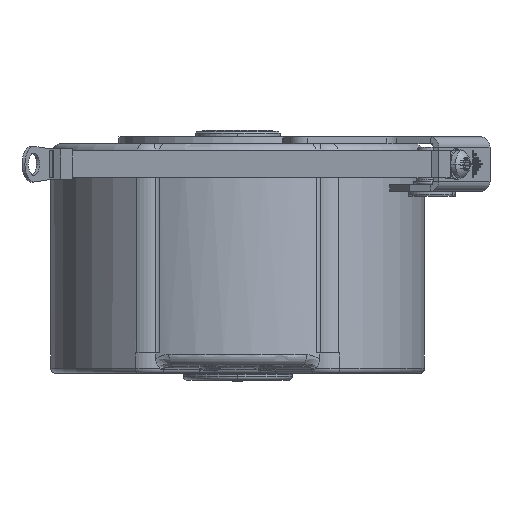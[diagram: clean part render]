
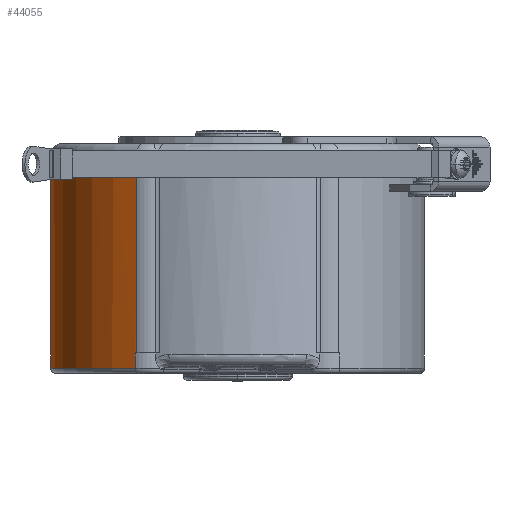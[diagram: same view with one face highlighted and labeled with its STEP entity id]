
A CAD part, front view. The second image highlights one B-rep face of the part: STEP entity #44055.
In plain terms, the highlighted cylindrical face has radius 55 mm (diameter 110 mm), a partial arc.
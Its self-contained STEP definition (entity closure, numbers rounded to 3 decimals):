
#14767=DIRECTION('',(0.,0.,-1.));
#14768=VECTOR('',#14767,58.5);
#14769=CARTESIAN_POINT('',(-54.944,-2.477,8.3));
#14770=LINE('',#14769,#14768);
#14776=CARTESIAN_POINT('',(0.,0.,8.3));
#14777=DIRECTION('',(0.,0.,-1.));
#14778=DIRECTION('',(-0.538,-0.843,0.));
#14779=AXIS2_PLACEMENT_3D('',#14776,#14777,#14778);
#14781=DIRECTION('',(0.,0.,-1.));
#14782=VECTOR('',#14781,4.5);
#14783=CARTESIAN_POINT('',(-30.051,-46.064,-50.2));
#14784=LINE('',#14783,#14782);
#14785=CARTESIAN_POINT('',(0.,0.,-54.7));
#14786=DIRECTION('',(0.,0.,-1.));
#14787=DIRECTION('',(-0.546,-0.838,0.));
#14788=AXIS2_PLACEMENT_3D('',#14785,#14786,#14787);
#14790=DIRECTION('',(0.,0.,-1.));
#14791=VECTOR('',#14790,4.5);
#14792=CARTESIAN_POINT('',(-54.918,-2.993,-50.2));
#14793=LINE('',#14792,#14791);
#17474=CARTESIAN_POINT('',(0.,0.,-50.2));
#17475=DIRECTION('',(0.,0.,1.));
#17476=DIRECTION('',(-0.546,-0.838,0.));
#17477=AXIS2_PLACEMENT_3D('',#17474,#17475,#17476);
#17484=DIRECTION('',(0.,0.,1.));
#17485=VECTOR('',#17484,58.5);
#17486=CARTESIAN_POINT('',(-29.617,-46.345,-50.2));
#17487=LINE('',#17486,#17485);
#18799=CARTESIAN_POINT('',(0.,0.,-50.2));
#18800=DIRECTION('',(0.,0.,1.));
#18801=DIRECTION('',(-0.999,-0.045,0.));
#18802=AXIS2_PLACEMENT_3D('',#18799,#18800,#18801);
#31712=CARTESIAN_POINT('',(-30.051,-46.064,-54.7));
#31713=CARTESIAN_POINT('',(-54.918,-2.993,-54.7));
#31714=VERTEX_POINT('',#31712);
#31715=VERTEX_POINT('',#31713);
#33639=CARTESIAN_POINT('',(-29.617,-46.345,8.3));
#33640=CARTESIAN_POINT('',(-54.944,-2.477,8.3));
#33641=VERTEX_POINT('',#33639);
#33642=VERTEX_POINT('',#33640);
#34130=CARTESIAN_POINT('',(-29.617,-46.345,-50.2));
#34132=VERTEX_POINT('',#34130);
#34133=CARTESIAN_POINT('',(-54.944,-2.477,-50.2));
#34135=VERTEX_POINT('',#34133);
#34171=CARTESIAN_POINT('',(-54.918,-2.993,-50.2));
#34172=VERTEX_POINT('',#34171);
#34173=CARTESIAN_POINT('',(-30.051,-46.064,-50.2));
#34174=VERTEX_POINT('',#34173);
#44033=CARTESIAN_POINT('',(0.,0.,-56.2));
#44034=DIRECTION('',(0.,0.,1.));
#44035=DIRECTION('',(1.,0.,0.));
#44036=AXIS2_PLACEMENT_3D('',#44033,#44034,#44035);
#44037=CYLINDRICAL_SURFACE('',#44036,55.);
#44038=ORIENTED_EDGE('',*,*,#44016,.F.);
#44040=ORIENTED_EDGE('',*,*,#44039,.F.);
#44042=ORIENTED_EDGE('',*,*,#44041,.F.);
#44044=ORIENTED_EDGE('',*,*,#44043,.F.);
#44046=ORIENTED_EDGE('',*,*,#44045,.T.);
#44048=ORIENTED_EDGE('',*,*,#44047,.T.);
#44050=ORIENTED_EDGE('',*,*,#44049,.F.);
#44052=ORIENTED_EDGE('',*,*,#44051,.F.);
#44053=EDGE_LOOP('',(#44038,#44040,#44042,#44044,#44046,#44048,#44050,#44052));
#44054=FACE_OUTER_BOUND('',#44053,.F.);
#14780=CIRCLE('',#14779,55.);
#14789=CIRCLE('',#14788,55.);
#17478=CIRCLE('',#17477,55.);
#18803=CIRCLE('',#18802,55.);
#44016=EDGE_CURVE('',#33642,#34135,#14770,.T.);
#44039=EDGE_CURVE('',#33641,#33642,#14780,.T.);
#44041=EDGE_CURVE('',#34132,#33641,#17487,.T.);
#44043=EDGE_CURVE('',#34174,#34132,#17478,.T.);
#44045=EDGE_CURVE('',#34174,#31714,#14784,.T.);
#44047=EDGE_CURVE('',#31714,#31715,#14789,.T.);
#44049=EDGE_CURVE('',#34172,#31715,#14793,.T.);
#44051=EDGE_CURVE('',#34135,#34172,#18803,.T.);
#44055=ADVANCED_FACE('',(#44054),#44037,.T.);
